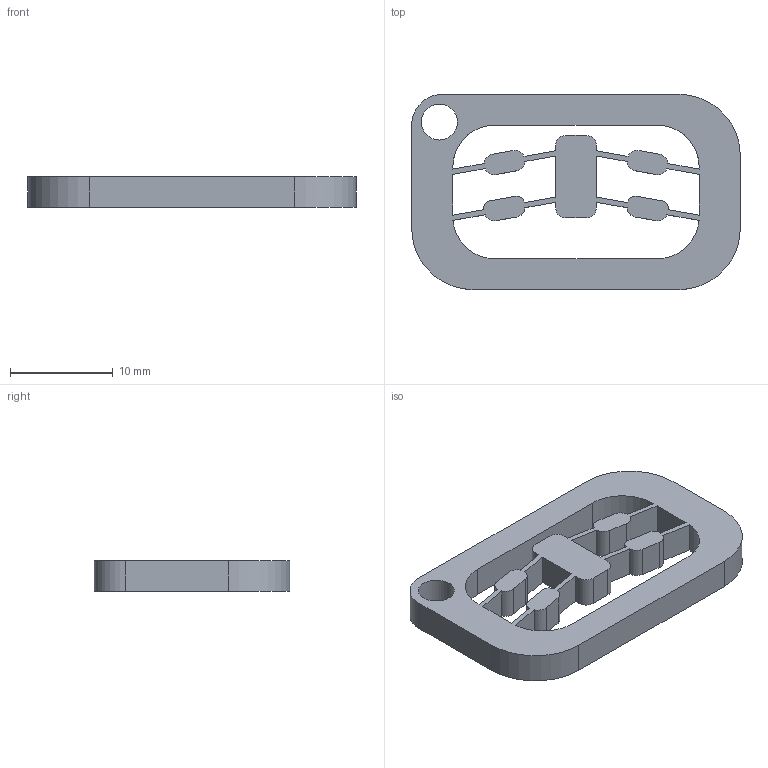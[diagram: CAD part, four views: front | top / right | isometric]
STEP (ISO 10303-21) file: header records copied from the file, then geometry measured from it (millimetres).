
FILE_DESCRIPTION(/* description */ (''),/* implementation_level */ '2;1');
FILE_NAME(/* name */ 'fidle bi stable test v2-dup.step',/* time_stamp */ '2024-05-04T11:58:37+10:00',/* author */ (''),/* organization */ (''),/* preprocessor_version */ 'ST-DEVELOPER v20',/* originating_system */ 'Autodesk Translation Framework v12.20.1.177',/* authorisation */ '');
FILE_SCHEMA (('AUTOMOTIVE_DESIGN { 1 0 10303 214 3 1 1 }'));
Length unit declared in the file: millimetre
Products named in the file (1): fidle  bi stable test
Bounding box: 32 x 19.02 x 3 mm (x, y, z)
Volume: 1045.7 mm3; surface area: 1526.6 mm2
Topology: 1 solids, 1 shells, 77 faces, 225 edges, 150 vertices
Faces by surface type: plane 48, cylinder 29
Full cylindrical faces by diameter (mm): 3.5 x1
Entity records: 2617 total; most frequent: CARTESIAN_POINT 453, ORIENTED_EDGE 450, DIRECTION 439, EDGE_CURVE 225, LINE 167, VECTOR 167, VERTEX_POINT 150, AXIS2_PLACEMENT_3D 136
